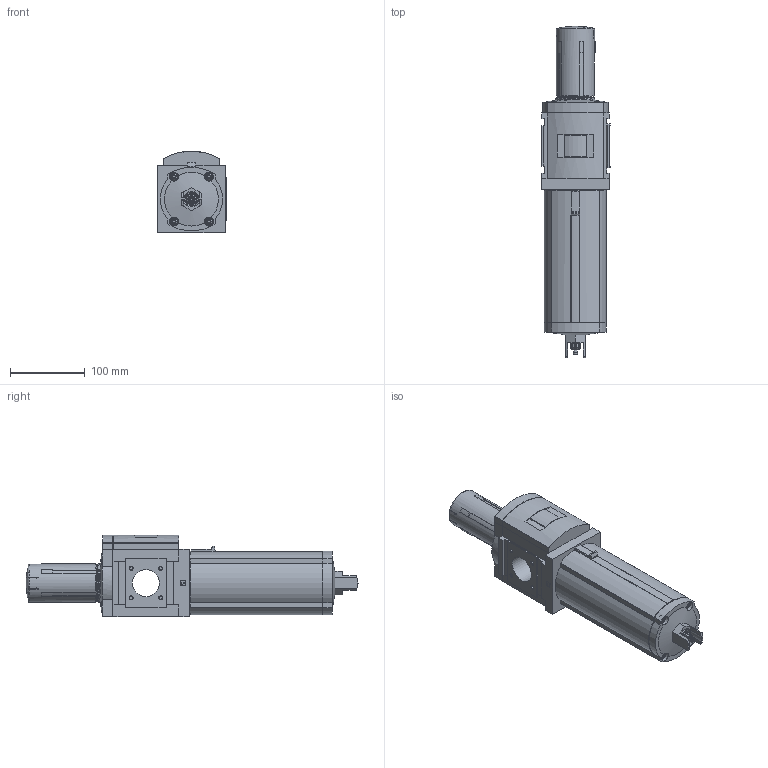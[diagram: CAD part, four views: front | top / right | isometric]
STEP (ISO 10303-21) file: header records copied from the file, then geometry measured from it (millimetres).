
FILE_DESCRIPTION(/* description */ ('STEP AP214'),/* implementation_level */ '2;1');
FILE_NAME(/* name */ '564124_MS9-LFR-NG-D6-EUM-DI-AG-PSI-AS',/* time_stamp */ '2024-09-11T17:15:31+02:00',/* author */ ('License CC BY-ND 4.0'),/* organization */ ('CADENAS'),/* preprocessor_version */ 'ST-DEVELOPER v19.3',/* originating_system */ 'PARTsolutions',/* authorisation */ ' ');
FILE_SCHEMA (('TECHNICAL_DATA_PACKAGING','MODEL_BASED_INTEGRATED_MANUFACTURING_SCHEMA','AUTOMOTIVE_DESIGN {1 0 10303 214 3 1 1}'));
Length unit declared in the file: millimetre
Products named in the file (4): 564124 MS9-LFR-NG-D6-EUM-DI-AG-PSI-AS; 562531 MS-LFR0MDID6AS; 707204 MS9; 670907
Assembly tree (3 placements, depth 2):
  564124 MS9-LFR-NG-D6-EUM-DI-AG-PSI-AS
    562531 MS-LFR0MDID6AS
    707204 MS9
    670907
Bounding box: 91.5 x 443.7 x 109 mm (x, y, z)
Volume: 2216007.8 mm3; surface area: 181698.1 mm2
Topology: 3 solids, 3 shells, 715 faces, 1865 edges, 1218 vertices
Faces by surface type: plane 410, cylinder 207, cone 56, torus 31, sphere 11
Full cylindrical faces by diameter (mm): 3 x1, 4.134 x8, 5 x1, 6 x2, 9 x1, 9.728 x1, 10 x4, 11 x4, 11.5 x4, 12 x4, 12.6 x1, 13 x2, 18.631 x1, 36 x1, 51.2 x1, 52 x1, 71.8 x1
Entity records: 26433 total; most frequent: CARTESIAN_POINT 4329, DIRECTION 3687, ORIENTED_EDGE 3558, EDGE_CURVE 1779, AXIS2_PLACEMENT_3D 1363, VERTEX_POINT 1200, LINE 961, VECTOR 961
